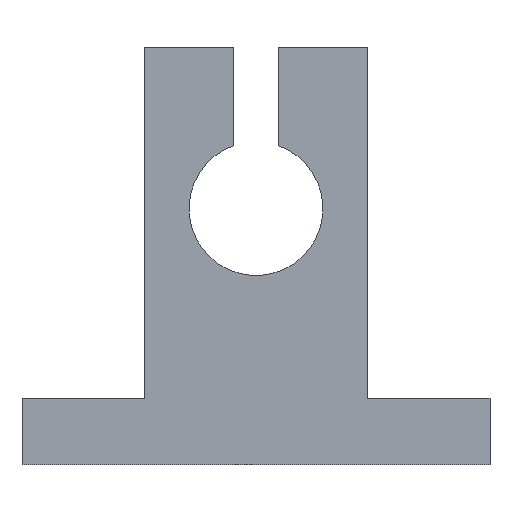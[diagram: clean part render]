
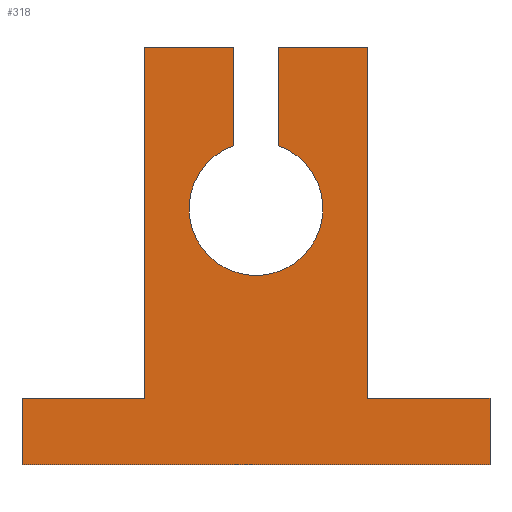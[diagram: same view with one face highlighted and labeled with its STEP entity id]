
A CAD part, front view. The second image highlights one B-rep face of the part: STEP entity #318.
In plain terms, the highlighted planar face has unit normal (0, -1, 0).
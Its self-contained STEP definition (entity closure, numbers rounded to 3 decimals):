
#31=PLANE('',#354);
#47=FACE_OUTER_BOUND('',#67,.T.);
#67=EDGE_LOOP('',(#288,#289,#290,#291,#292,#293,#294,#295,#296,#297,#298,
#299));
#73=LINE('',#463,#109);
#77=LINE('',#470,#113);
#87=LINE('',#491,#123);
#89=LINE('',#496,#125);
#92=LINE('',#501,#128);
#94=LINE('',#505,#130);
#96=LINE('',#508,#132);
#98=LINE('',#512,#134);
#99=LINE('',#515,#135);
#101=LINE('',#519,#137);
#103=LINE('',#522,#139);
#109=VECTOR('',#382,10.);
#113=VECTOR('',#388,10.);
#123=VECTOR('',#402,10.);
#125=VECTOR('',#406,10.);
#128=VECTOR('',#411,10.);
#130=VECTOR('',#415,10.);
#132=VECTOR('',#419,10.);
#134=VECTOR('',#423,10.);
#135=VECTOR('',#426,10.);
#137=VECTOR('',#430,10.);
#139=VECTOR('',#434,10.);
#145=CIRCLE('',#341,6.);
#152=VERTEX_POINT('',#454);
#153=VERTEX_POINT('',#456);
#155=VERTEX_POINT('',#462);
#157=VERTEX_POINT('',#468);
#166=VERTEX_POINT('',#490);
#167=VERTEX_POINT('',#494);
#168=VERTEX_POINT('',#495);
#169=VERTEX_POINT('',#500);
#170=VERTEX_POINT('',#504);
#171=VERTEX_POINT('',#510);
#172=VERTEX_POINT('',#514);
#173=VERTEX_POINT('',#518);
#182=EDGE_CURVE('',#153,#152,#145,.T.);
#185=EDGE_CURVE('',#155,#153,#73,.T.);
#189=EDGE_CURVE('',#152,#157,#77,.T.);
#199=EDGE_CURVE('',#155,#166,#87,.T.);
#201=EDGE_CURVE('',#167,#168,#89,.T.);
#204=EDGE_CURVE('',#168,#169,#92,.T.);
#206=EDGE_CURVE('',#169,#170,#94,.T.);
#208=EDGE_CURVE('',#170,#166,#96,.T.);
#210=EDGE_CURVE('',#171,#157,#98,.T.);
#211=EDGE_CURVE('',#172,#171,#99,.T.);
#213=EDGE_CURVE('',#173,#172,#101,.T.);
#215=EDGE_CURVE('',#167,#173,#103,.T.);
#288=ORIENTED_EDGE('',*,*,#189,.T.);
#289=ORIENTED_EDGE('',*,*,#210,.F.);
#290=ORIENTED_EDGE('',*,*,#211,.F.);
#291=ORIENTED_EDGE('',*,*,#213,.F.);
#292=ORIENTED_EDGE('',*,*,#215,.F.);
#293=ORIENTED_EDGE('',*,*,#201,.T.);
#294=ORIENTED_EDGE('',*,*,#204,.T.);
#295=ORIENTED_EDGE('',*,*,#206,.T.);
#296=ORIENTED_EDGE('',*,*,#208,.T.);
#297=ORIENTED_EDGE('',*,*,#199,.F.);
#298=ORIENTED_EDGE('',*,*,#185,.T.);
#299=ORIENTED_EDGE('',*,*,#182,.T.);
#318=ADVANCED_FACE('',(#47),#31,.F.);
#341=AXIS2_PLACEMENT_3D('',#457,#376,#377);
#354=AXIS2_PLACEMENT_3D('',#523,#435,#436);
#376=DIRECTION('center_axis',(0.,1.,0.));
#377=DIRECTION('ref_axis',(1.,0.,0.));
#382=DIRECTION('',(0.,0.,-1.));
#388=DIRECTION('',(0.,0.,1.));
#402=DIRECTION('',(1.,0.,0.));
#406=DIRECTION('',(1.,0.,0.));
#411=DIRECTION('',(0.,0.,1.));
#415=DIRECTION('',(-1.,0.,0.));
#419=DIRECTION('',(0.,0.,1.));
#423=DIRECTION('',(1.,0.,0.));
#426=DIRECTION('',(0.,0.,1.));
#430=DIRECTION('',(1.,0.,0.));
#434=DIRECTION('',(0.,0.,1.));
#435=DIRECTION('center_axis',(0.,1.,0.));
#436=DIRECTION('ref_axis',(1.,0.,0.));
#454=CARTESIAN_POINT('',(19.,0.,28.657));
#456=CARTESIAN_POINT('',(23.,0.,28.657));
#457=CARTESIAN_POINT('Origin',(21.,0.,23.));
#462=CARTESIAN_POINT('',(23.,0.,37.5));
#463=CARTESIAN_POINT('',(23.,0.,28.125));
#468=CARTESIAN_POINT('',(19.,0.,37.5));
#470=CARTESIAN_POINT('',(19.,0.,23.703));
#490=CARTESIAN_POINT('',(31.,0.,37.5));
#491=CARTESIAN_POINT('',(11.,0.,37.5));
#494=CARTESIAN_POINT('',(0.,0.,0.));
#495=CARTESIAN_POINT('',(42.,0.,0.));
#496=CARTESIAN_POINT('',(0.,0.,0.));
#500=CARTESIAN_POINT('',(42.,0.,6.));
#501=CARTESIAN_POINT('',(42.,0.,0.));
#504=CARTESIAN_POINT('',(31.,0.,6.));
#505=CARTESIAN_POINT('',(42.,0.,6.));
#508=CARTESIAN_POINT('',(31.,0.,6.));
#510=CARTESIAN_POINT('',(11.,0.,37.5));
#512=CARTESIAN_POINT('',(11.,0.,37.5));
#514=CARTESIAN_POINT('',(11.,0.,6.));
#515=CARTESIAN_POINT('',(11.,0.,6.));
#518=CARTESIAN_POINT('',(0.,0.,6.));
#519=CARTESIAN_POINT('',(0.,0.,6.));
#522=CARTESIAN_POINT('',(0.,0.,0.));
#523=CARTESIAN_POINT('Origin',(21.,0.,18.75));
